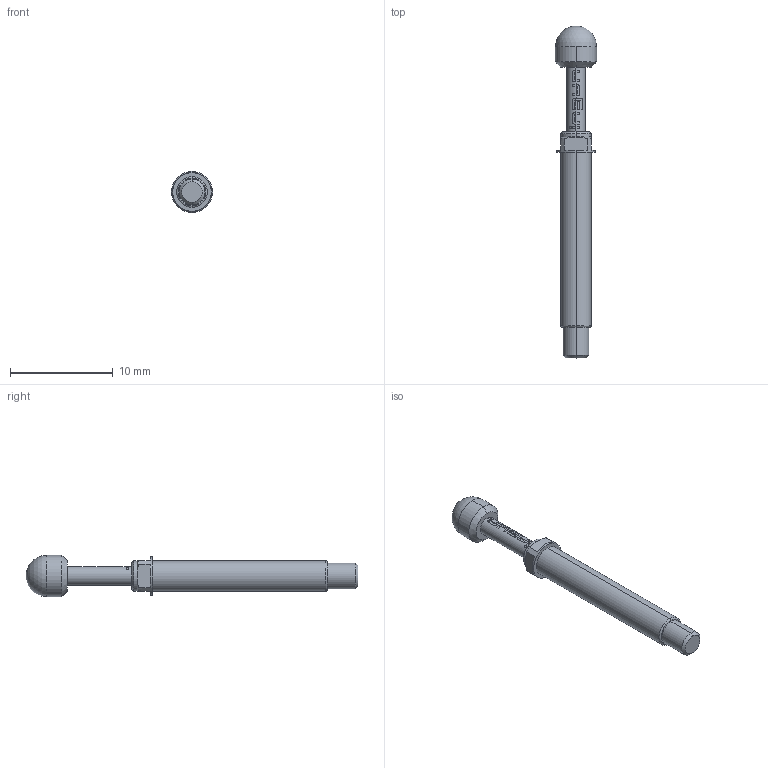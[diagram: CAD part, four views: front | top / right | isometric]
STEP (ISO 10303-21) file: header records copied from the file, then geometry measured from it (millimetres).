
FILE_DESCRIPTION (( 'STEP AP203' ), '1' );
FILE_NAME ('INGUN_GKS-103_105_400_A_xx02_M.STEP', '2021-12-14T14:00:00', ( 'ochi' ), ( '' ), 'SwSTEP 2.0', 'SolidWorks 2018', '' );
FILE_SCHEMA (( 'CONFIG_CONTROL_DESIGN' ));
Length unit declared in the file: millimetre
Products named in the file (1): INGUN_GKS-103_105_400_A_xx02_M
Bounding box: 4 x 32.3 x 4 mm (x, y, z)
Volume: 207.9 mm3; surface area: 313.3 mm2
Topology: 1 solids, 1 shells, 117 faces, 323 edges, 212 vertices
Faces by surface type: bspline 48, cylinder 31, plane 27, cone 8, torus 2, sphere 1
Entity records: 4993 total; most frequent: CARTESIAN_POINT 2508, ORIENTED_EDGE 640, EDGE_CURVE 320, DIRECTION 274, B_SPLINE_CURVE_WITH_KNOTS 228, VERTEX_POINT 210, EDGE_LOOP 122, ADVANCED_FACE 117
